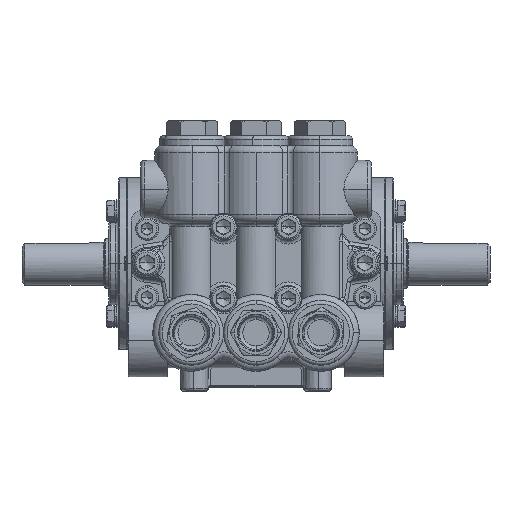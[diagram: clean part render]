
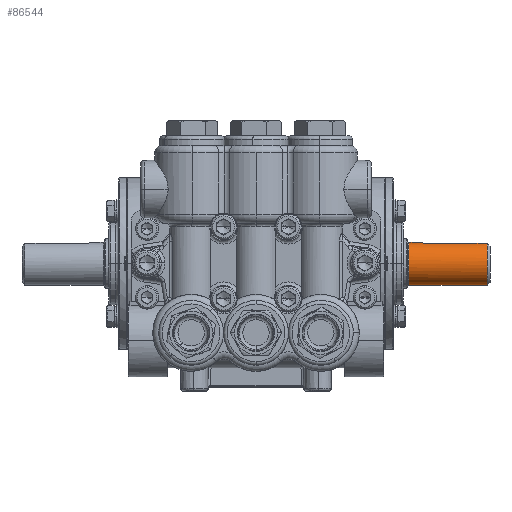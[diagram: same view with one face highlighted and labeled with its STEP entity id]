
A CAD part, top view. The second image highlights one B-rep face of the part: STEP entity #86544.
In plain terms, the highlighted cylindrical face has radius 15 mm (diameter 30 mm), a partial arc.
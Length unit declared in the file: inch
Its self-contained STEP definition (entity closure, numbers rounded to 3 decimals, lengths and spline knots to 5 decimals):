
#24 = CARTESIAN_POINT ( 'NONE',  ( 4.60572, 0.58137, 0.10402 ) ) ;
#1936 = DIRECTION ( 'NONE',  ( 1., 0., 0. ) ) ;
#3094 = ORIENTED_EDGE ( 'NONE', *, *, #101240, .T. ) ;
#3908 = VERTEX_POINT ( 'NONE', #33350 ) ;
#9886 = VECTOR ( 'NONE', #101626, 39.37008 ) ;
#10631 = CARTESIAN_POINT ( 'NONE',  ( 4.67353, 0.57136, 0.1494 ) ) ;
#11978 = CARTESIAN_POINT ( 'NONE',  ( 6.49606, 0.56917, 0.15748 ) ) ;
#12941 = EDGE_CURVE ( 'NONE', #14046, #62053, #15056, .T. ) ;
#14046 = VERTEX_POINT ( 'NONE', #131739 ) ;
#15056 = LINE ( 'NONE', #58224, #9886 ) ;
#16922 = ORIENTED_EDGE ( 'NONE', *, *, #42473, .T. ) ;
#17925 = CARTESIAN_POINT ( 'NONE',  ( 6.49606, -0.59055, 0. ) ) ;
#18067 = CIRCLE ( 'NONE', #97413, 0.59055 ) ;
#21266 = CARTESIAN_POINT ( 'NONE',  ( 4.71409, 0.56917, 0.15748 ) ) ;
#21983 = CARTESIAN_POINT ( 'NONE',  ( 4.56693, 0.59055, 0.0103 ) ) ;
#25557 = ORIENTED_EDGE ( 'NONE', *, *, #63428, .T. ) ;
#26476 = DIRECTION ( 'NONE',  ( -1., 0., 0. ) ) ;
#27630 = CARTESIAN_POINT ( 'NONE',  ( 6.41732, 0.56917, 0.15748 ) ) ;
#29494 = AXIS2_PLACEMENT_3D ( 'NONE', #123684, #26476, #69712 ) ;
#30271 = DIRECTION ( 'NONE',  ( -1., 0., 0. ) ) ;
#32610 = CARTESIAN_POINT ( 'NONE',  ( 4.57502, 0.58843, 0.05087 ) ) ;
#33350 = CARTESIAN_POINT ( 'NONE',  ( 6.41732, -0.59055, 0. ) ) ;
#35049 = CARTESIAN_POINT ( 'NONE',  ( 4.24409, -0.59055, 0. ) ) ;
#35108 = VECTOR ( 'NONE', #55136, 39.37008 ) ;
#42473 = EDGE_CURVE ( 'NONE', #48361, #14046, #111637, .T. ) ;
#43213 = CARTESIAN_POINT ( 'NONE',  ( 4.59924, 0.58274, 0.09612 ) ) ;
#45147 = DIRECTION ( 'NONE',  ( 0., -1., 0. ) ) ;
#48361 = VERTEX_POINT ( 'NONE', #91045 ) ;
#52039 = EDGE_CURVE ( 'NONE', #62053, #93185, #55801, .T. ) ;
#53814 = CARTESIAN_POINT ( 'NONE',  ( 4.64486, 0.57438, 0.13748 ) ) ;
#55136 = DIRECTION ( 'NONE',  ( -1., 0., 0. ) ) ;
#55801 = CIRCLE ( 'NONE', #135161, 0.59055 ) ;
#55864 = VECTOR ( 'NONE', #61091, 39.37008 ) ;
#58224 = CARTESIAN_POINT ( 'NONE',  ( 6.49606, 0.59055, 0. ) ) ;
#61091 = DIRECTION ( 'NONE',  ( -1., 0., 0. ) ) ;
#61943 = ORIENTED_EDGE ( 'NONE', *, *, #12941, .T. ) ;
#62053 = VERTEX_POINT ( 'NONE', #137015 ) ;
#63428 = EDGE_CURVE ( 'NONE', #3908, #106107, #18067, .T. ) ;
#64436 = CARTESIAN_POINT ( 'NONE',  ( 4.7036, 0.56946, 0.15644 ) ) ;
#65154 = CARTESIAN_POINT ( 'NONE',  ( 4.56693, 0.59055, 0. ) ) ;
#68342 = FACE_OUTER_BOUND ( 'NONE', #119884, .T. ) ;
#69712 = DIRECTION ( 'NONE',  ( 0., 1., 0. ) ) ;
#73527 = DIRECTION ( 'NONE',  ( 0., -1., 0. ) ) ;
#75820 = CARTESIAN_POINT ( 'NONE',  ( 4.57202, 0.58921, 0.04105 ) ) ;
#86525 = CARTESIAN_POINT ( 'NONE',  ( 4.58785, 0.58529, 0.0791 ) ) ;
#86544 = ADVANCED_FACE ( 'NONE', ( #68342 ), #111674, .T. ) ;
#91045 = CARTESIAN_POINT ( 'NONE',  ( 4.72441, 0.56917, 0.15748 ) ) ;
#93185 = VERTEX_POINT ( 'NONE', #35049 ) ;
#97238 = CARTESIAN_POINT ( 'NONE',  ( 4.62756, 0.57717, 0.12588 ) ) ;
#97413 = AXIS2_PLACEMENT_3D ( 'NONE', #127513, #30271, #73527 ) ;
#99142 = CARTESIAN_POINT ( 'NONE',  ( 4.24409, 0., 0. ) ) ;
#101240 = EDGE_CURVE ( 'NONE', #106107, #48361, #109151, .T. ) ;
#101626 = DIRECTION ( 'NONE',  ( -1., 0., 0. ) ) ;
#102842 = EDGE_CURVE ( 'NONE', #3908, #93185, #115114, .T. ) ;
#106107 = VERTEX_POINT ( 'NONE', #27630 ) ;
#107829 = CARTESIAN_POINT ( 'NONE',  ( 4.68337, 0.57055, 0.15239 ) ) ;
#109151 = LINE ( 'NONE', #11978, #35108 ) ;
#111637 = B_SPLINE_CURVE_WITH_KNOTS ( 'NONE', 3,
 ( #118501, #21266, #64436, #107829, #10631, #53814, #97238, #24, #43213, #86525, #129821, #32610, #75820, #119212, #21983, #65154 ),
 .UNSPECIFIED., .F., .F.,
 ( 4, 2, 2, 2, 2, 2, 2, 4 ),
 ( 0.00628, 0.00707, 0.00785, 0.00942, 0.01021, 0.01099, 0.01178, 0.01256 ),
 .UNSPECIFIED. ) ;
#111674 = CYLINDRICAL_SURFACE ( 'NONE', #29494, 0.59055 ) ;
#115114 = LINE ( 'NONE', #17925, #55864 ) ;
#116517 = ORIENTED_EDGE ( 'NONE', *, *, #52039, .T. ) ;
#118501 = CARTESIAN_POINT ( 'NONE',  ( 4.72441, 0.56917, 0.15748 ) ) ;
#119212 = CARTESIAN_POINT ( 'NONE',  ( 4.56796, 0.59027, 0.02076 ) ) ;
#119884 = EDGE_LOOP ( 'NONE', ( #135299, #25557, #3094, #16922, #61943, #116517 ) ) ;
#123684 = CARTESIAN_POINT ( 'NONE',  ( 6.49606, 0., 0. ) ) ;
#127513 = CARTESIAN_POINT ( 'NONE',  ( 6.41732, 0., 0. ) ) ;
#129821 = CARTESIAN_POINT ( 'NONE',  ( 4.5829, 0.58648, 0.06987 ) ) ;
#131739 = CARTESIAN_POINT ( 'NONE',  ( 4.56693, 0.59055, 0. ) ) ;
#135161 = AXIS2_PLACEMENT_3D ( 'NONE', #99142, #1936, #45147 ) ;
#135299 = ORIENTED_EDGE ( 'NONE', *, *, #102842, .F. ) ;
#137015 = CARTESIAN_POINT ( 'NONE',  ( 4.24409, 0.59055, 0. ) ) ;
